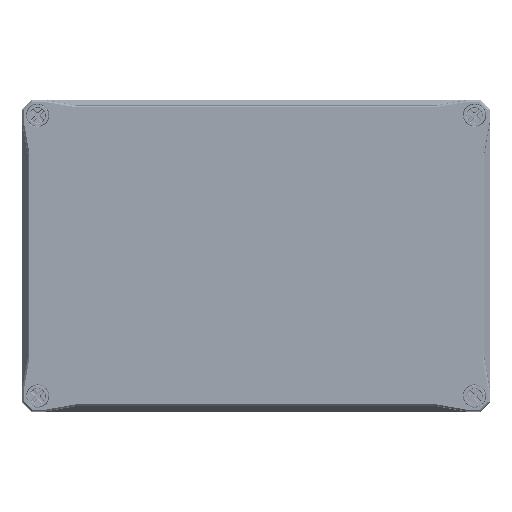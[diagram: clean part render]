
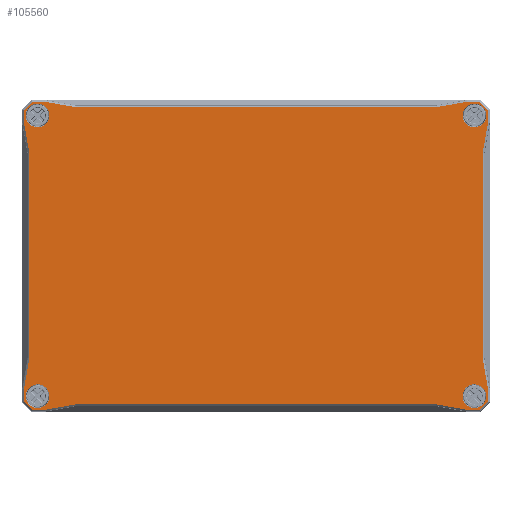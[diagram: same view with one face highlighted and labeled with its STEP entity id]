
A CAD part, top view. The second image highlights one B-rep face of the part: STEP entity #105560.
In plain terms, the highlighted face is planar.
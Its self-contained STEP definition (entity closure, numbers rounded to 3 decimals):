
#1057=FACE_BOUND('',#28711,.T.);
#1058=FACE_BOUND('',#28712,.T.);
#1059=FACE_BOUND('',#28713,.T.);
#1060=FACE_BOUND('',#28714,.T.);
#2173=LINE('',#148657,#10439);
#2174=LINE('',#148659,#10440);
#2175=LINE('',#148661,#10441);
#2176=LINE('',#148663,#10442);
#2177=LINE('',#148665,#10443);
#2178=LINE('',#148667,#10444);
#2179=LINE('',#148669,#10445);
#2180=LINE('',#148671,#10446);
#2181=LINE('',#148673,#10447);
#2182=LINE('',#148675,#10448);
#2183=LINE('',#148677,#10449);
#2184=LINE('',#148679,#10450);
#2185=LINE('',#148681,#10451);
#2186=LINE('',#148683,#10452);
#2187=LINE('',#148685,#10453);
#2188=LINE('',#148687,#10454);
#2189=LINE('',#148689,#10455);
#2190=LINE('',#148691,#10456);
#2191=LINE('',#148693,#10457);
#2192=LINE('',#148695,#10458);
#2193=LINE('',#148697,#10459);
#2194=LINE('',#148699,#10460);
#2195=LINE('',#148701,#10461);
#2196=LINE('',#148702,#10462);
#10439=VECTOR('',#121254,10.);
#10440=VECTOR('',#121255,10.);
#10441=VECTOR('',#121256,10.);
#10442=VECTOR('',#121257,10.);
#10443=VECTOR('',#121258,10.);
#10444=VECTOR('',#121259,10.);
#10445=VECTOR('',#121260,10.);
#10446=VECTOR('',#121261,10.);
#10447=VECTOR('',#121262,10.);
#10448=VECTOR('',#121263,10.);
#10449=VECTOR('',#121264,10.);
#10450=VECTOR('',#121265,10.);
#10451=VECTOR('',#121266,10.);
#10452=VECTOR('',#121267,10.);
#10453=VECTOR('',#121268,10.);
#10454=VECTOR('',#121269,10.);
#10455=VECTOR('',#121270,10.);
#10456=VECTOR('',#121271,10.);
#10457=VECTOR('',#121272,10.);
#10458=VECTOR('',#121273,10.);
#10459=VECTOR('',#121274,10.);
#10460=VECTOR('',#121275,10.);
#10461=VECTOR('',#121276,10.);
#10462=VECTOR('',#121277,10.);
#18687=PLANE('',#112291);
#22130=FACE_OUTER_BOUND('',#28710,.T.);
#28710=EDGE_LOOP('',(#70964,#70965,#70966,#70967,#70968,#70969,#70970,#70971,
#70972,#70973,#70974,#70975,#70976,#70977,#70978,#70979,#70980,#70981,#70982,
#70983,#70984,#70985,#70986,#70987));
#28711=EDGE_LOOP('',(#70988));
#28712=EDGE_LOOP('',(#70989));
#28713=EDGE_LOOP('',(#70990));
#28714=EDGE_LOOP('',(#70991));
#39849=CIRCLE('',#112287,7.598);
#39853=CIRCLE('',#112292,7.598);
#39854=CIRCLE('',#112293,7.598);
#39855=CIRCLE('',#112294,7.598);
#43863=VERTEX_POINT('',#148647);
#43866=VERTEX_POINT('',#148655);
#43867=VERTEX_POINT('',#148656);
#43868=VERTEX_POINT('',#148658);
#43869=VERTEX_POINT('',#148660);
#43870=VERTEX_POINT('',#148662);
#43871=VERTEX_POINT('',#148664);
#43872=VERTEX_POINT('',#148666);
#43873=VERTEX_POINT('',#148668);
#43874=VERTEX_POINT('',#148670);
#43875=VERTEX_POINT('',#148672);
#43876=VERTEX_POINT('',#148674);
#43877=VERTEX_POINT('',#148676);
#43878=VERTEX_POINT('',#148678);
#43879=VERTEX_POINT('',#148680);
#43880=VERTEX_POINT('',#148682);
#43881=VERTEX_POINT('',#148684);
#43882=VERTEX_POINT('',#148686);
#43883=VERTEX_POINT('',#148688);
#43884=VERTEX_POINT('',#148690);
#43885=VERTEX_POINT('',#148692);
#43886=VERTEX_POINT('',#148694);
#43887=VERTEX_POINT('',#148696);
#43888=VERTEX_POINT('',#148698);
#43889=VERTEX_POINT('',#148700);
#43890=VERTEX_POINT('',#148703);
#43891=VERTEX_POINT('',#148705);
#43892=VERTEX_POINT('',#148707);
#54401=EDGE_CURVE('',#43863,#43863,#39849,.T.);
#54405=EDGE_CURVE('',#43866,#43867,#2173,.T.);
#54406=EDGE_CURVE('',#43868,#43866,#2174,.T.);
#54407=EDGE_CURVE('',#43869,#43868,#2175,.T.);
#54408=EDGE_CURVE('',#43870,#43869,#2176,.T.);
#54409=EDGE_CURVE('',#43871,#43870,#2177,.T.);
#54410=EDGE_CURVE('',#43872,#43871,#2178,.T.);
#54411=EDGE_CURVE('',#43873,#43872,#2179,.T.);
#54412=EDGE_CURVE('',#43874,#43873,#2180,.T.);
#54413=EDGE_CURVE('',#43875,#43874,#2181,.T.);
#54414=EDGE_CURVE('',#43876,#43875,#2182,.T.);
#54415=EDGE_CURVE('',#43877,#43876,#2183,.T.);
#54416=EDGE_CURVE('',#43878,#43877,#2184,.T.);
#54417=EDGE_CURVE('',#43879,#43878,#2185,.T.);
#54418=EDGE_CURVE('',#43880,#43879,#2186,.T.);
#54419=EDGE_CURVE('',#43881,#43880,#2187,.T.);
#54420=EDGE_CURVE('',#43882,#43881,#2188,.T.);
#54421=EDGE_CURVE('',#43883,#43882,#2189,.T.);
#54422=EDGE_CURVE('',#43884,#43883,#2190,.T.);
#54423=EDGE_CURVE('',#43885,#43884,#2191,.T.);
#54424=EDGE_CURVE('',#43886,#43885,#2192,.T.);
#54425=EDGE_CURVE('',#43887,#43886,#2193,.T.);
#54426=EDGE_CURVE('',#43888,#43887,#2194,.T.);
#54427=EDGE_CURVE('',#43889,#43888,#2195,.T.);
#54428=EDGE_CURVE('',#43867,#43889,#2196,.T.);
#54429=EDGE_CURVE('',#43890,#43890,#39853,.T.);
#54430=EDGE_CURVE('',#43891,#43891,#39854,.T.);
#54431=EDGE_CURVE('',#43892,#43892,#39855,.T.);
#70964=ORIENTED_EDGE('',*,*,#54405,.F.);
#70965=ORIENTED_EDGE('',*,*,#54406,.F.);
#70966=ORIENTED_EDGE('',*,*,#54407,.F.);
#70967=ORIENTED_EDGE('',*,*,#54408,.F.);
#70968=ORIENTED_EDGE('',*,*,#54409,.F.);
#70969=ORIENTED_EDGE('',*,*,#54410,.F.);
#70970=ORIENTED_EDGE('',*,*,#54411,.F.);
#70971=ORIENTED_EDGE('',*,*,#54412,.F.);
#70972=ORIENTED_EDGE('',*,*,#54413,.F.);
#70973=ORIENTED_EDGE('',*,*,#54414,.F.);
#70974=ORIENTED_EDGE('',*,*,#54415,.F.);
#70975=ORIENTED_EDGE('',*,*,#54416,.F.);
#70976=ORIENTED_EDGE('',*,*,#54417,.F.);
#70977=ORIENTED_EDGE('',*,*,#54418,.F.);
#70978=ORIENTED_EDGE('',*,*,#54419,.F.);
#70979=ORIENTED_EDGE('',*,*,#54420,.F.);
#70980=ORIENTED_EDGE('',*,*,#54421,.F.);
#70981=ORIENTED_EDGE('',*,*,#54422,.F.);
#70982=ORIENTED_EDGE('',*,*,#54423,.F.);
#70983=ORIENTED_EDGE('',*,*,#54424,.F.);
#70984=ORIENTED_EDGE('',*,*,#54425,.F.);
#70985=ORIENTED_EDGE('',*,*,#54426,.F.);
#70986=ORIENTED_EDGE('',*,*,#54427,.F.);
#70987=ORIENTED_EDGE('',*,*,#54428,.F.);
#70988=ORIENTED_EDGE('',*,*,#54429,.F.);
#70989=ORIENTED_EDGE('',*,*,#54430,.F.);
#70990=ORIENTED_EDGE('',*,*,#54431,.F.);
#70991=ORIENTED_EDGE('',*,*,#54401,.F.);
#105560=ADVANCED_FACE('',(#22130,#1057,#1058,#1059,#1060),#18687,.F.);
#112287=AXIS2_PLACEMENT_3D('',#148648,#121244,#121245);
#112291=AXIS2_PLACEMENT_3D('',#148654,#121252,#121253);
#112292=AXIS2_PLACEMENT_3D('',#148704,#121278,#121279);
#112293=AXIS2_PLACEMENT_3D('',#148706,#121280,#121281);
#112294=AXIS2_PLACEMENT_3D('',#148708,#121282,#121283);
#121244=DIRECTION('center_axis',(0.,-1.,0.));
#121245=DIRECTION('ref_axis',(-1.,0.,0.));
#121252=DIRECTION('center_axis',(0.,1.,0.));
#121253=DIRECTION('ref_axis',(0.,0.,1.));
#121254=DIRECTION('',(0.,0.,-1.));
#121255=DIRECTION('',(0.174,0.,-0.985));
#121256=DIRECTION('',(0.,0.,-1.));
#121257=DIRECTION('',(-0.174,0.,-0.985));
#121258=DIRECTION('',(0.,0.,-1.));
#121259=DIRECTION('',(0.707,0.,-0.707));
#121260=DIRECTION('',(1.,0.,0.));
#121261=DIRECTION('',(0.985,0.,0.174));
#121262=DIRECTION('',(1.,0.,0.));
#121263=DIRECTION('',(0.985,0.,-0.174));
#121264=DIRECTION('',(1.,0.,0.));
#121265=DIRECTION('',(0.707,0.,0.707));
#121266=DIRECTION('',(0.,0.,1.));
#121267=DIRECTION('',(-0.174,0.,0.985));
#121268=DIRECTION('',(0.,0.,1.));
#121269=DIRECTION('',(0.174,0.,0.985));
#121270=DIRECTION('',(0.,0.,1.));
#121271=DIRECTION('',(-0.707,0.,0.707));
#121272=DIRECTION('',(-1.,0.,0.));
#121273=DIRECTION('',(-0.985,0.,-0.174));
#121274=DIRECTION('',(-1.,0.,0.));
#121275=DIRECTION('',(-0.985,0.,0.174));
#121276=DIRECTION('',(-1.,0.,0.));
#121277=DIRECTION('',(-0.707,0.,-0.707));
#121278=DIRECTION('center_axis',(0.,-1.,0.));
#121279=DIRECTION('ref_axis',(-1.,0.,0.));
#121280=DIRECTION('center_axis',(0.,-1.,0.));
#121281=DIRECTION('ref_axis',(-1.,0.,0.));
#121282=DIRECTION('center_axis',(0.,-1.,0.));
#121283=DIRECTION('ref_axis',(-1.,0.,0.));
#148647=CARTESIAN_POINT('',(-140.,-30.,-97.598));
#148648=CARTESIAN_POINT('Origin',(-140.,-30.,-90.));
#148654=CARTESIAN_POINT('Origin',(0.,-30.,0.));
#148655=CARTESIAN_POINT('',(148.738,-30.,-85.34));
#148656=CARTESIAN_POINT('',(148.738,-30.,-93.324));
#148657=CARTESIAN_POINT('',(148.738,-30.,50.));
#148658=CARTESIAN_POINT('',(145.273,-30.,-65.688));
#148659=CARTESIAN_POINT('',(137.474,-30.,-21.456));
#148660=CARTESIAN_POINT('',(145.273,-30.,65.688));
#148661=CARTESIAN_POINT('',(145.273,-30.,32.8));
#148662=CARTESIAN_POINT('',(148.738,-30.,85.34));
#148663=CARTESIAN_POINT('',(142.474,-30.,49.812));
#148664=CARTESIAN_POINT('',(148.738,-30.,93.324));
#148665=CARTESIAN_POINT('',(148.738,-30.,50.));
#148666=CARTESIAN_POINT('',(143.324,-30.,98.738));
#148667=CARTESIAN_POINT('',(133.531,-30.,108.531));
#148668=CARTESIAN_POINT('',(135.34,-30.,98.738));
#148669=CARTESIAN_POINT('',(-75.,-30.,98.738));
#148670=CARTESIAN_POINT('',(115.688,-30.,95.273));
#148671=CARTESIAN_POINT('',(51.485,-30.,83.952));
#148672=CARTESIAN_POINT('',(-115.688,-30.,95.273));
#148673=CARTESIAN_POINT('',(-57.8,-30.,95.273));
#148674=CARTESIAN_POINT('',(-135.34,-30.,98.738));
#148675=CARTESIAN_POINT('',(-79.842,-30.,88.952));
#148676=CARTESIAN_POINT('',(-143.324,-30.,98.738));
#148677=CARTESIAN_POINT('',(-75.,-30.,98.738));
#148678=CARTESIAN_POINT('',(-148.738,-30.,93.324));
#148679=CARTESIAN_POINT('',(-133.531,-30.,108.531));
#148680=CARTESIAN_POINT('',(-148.738,-30.,85.34));
#148681=CARTESIAN_POINT('',(-148.738,-30.,-50.));
#148682=CARTESIAN_POINT('',(-145.273,-30.,65.688));
#148683=CARTESIAN_POINT('',(-142.474,-30.,49.812));
#148684=CARTESIAN_POINT('',(-145.273,-30.,-65.688));
#148685=CARTESIAN_POINT('',(-145.273,-30.,32.8));
#148686=CARTESIAN_POINT('',(-148.738,-30.,-85.34));
#148687=CARTESIAN_POINT('',(-137.474,-30.,-21.456));
#148688=CARTESIAN_POINT('',(-148.738,-30.,-93.324));
#148689=CARTESIAN_POINT('',(-148.738,-30.,-50.));
#148690=CARTESIAN_POINT('',(-143.324,-30.,-98.738));
#148691=CARTESIAN_POINT('',(-133.531,-30.,-108.531));
#148692=CARTESIAN_POINT('',(-135.34,-30.,-98.738));
#148693=CARTESIAN_POINT('',(75.,-30.,-98.738));
#148694=CARTESIAN_POINT('',(-115.688,-30.,-95.273));
#148695=CARTESIAN_POINT('',(-79.842,-30.,-88.952));
#148696=CARTESIAN_POINT('',(115.688,-30.,-95.273));
#148697=CARTESIAN_POINT('',(-57.8,-30.,-95.273));
#148698=CARTESIAN_POINT('',(135.34,-30.,-98.738));
#148699=CARTESIAN_POINT('',(51.485,-30.,-83.952));
#148700=CARTESIAN_POINT('',(143.324,-30.,-98.738));
#148701=CARTESIAN_POINT('',(75.,-30.,-98.738));
#148702=CARTESIAN_POINT('',(133.531,-30.,-108.531));
#148703=CARTESIAN_POINT('',(-140.,-30.,82.402));
#148704=CARTESIAN_POINT('Origin',(-140.,-30.,90.));
#148705=CARTESIAN_POINT('',(140.,-30.,-97.598));
#148706=CARTESIAN_POINT('Origin',(140.,-30.,-90.));
#148707=CARTESIAN_POINT('',(140.,-30.,82.402));
#148708=CARTESIAN_POINT('Origin',(140.,-30.,90.));
